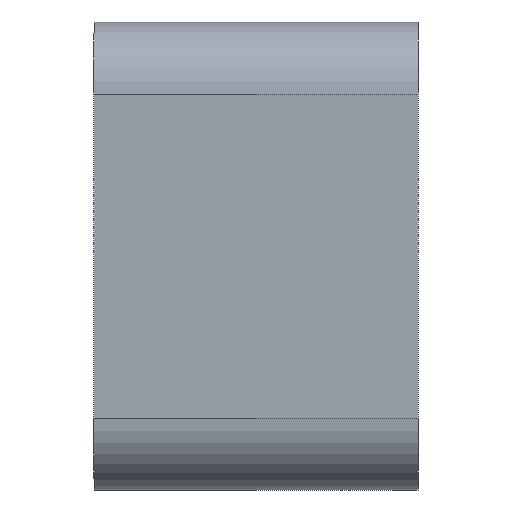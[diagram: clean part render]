
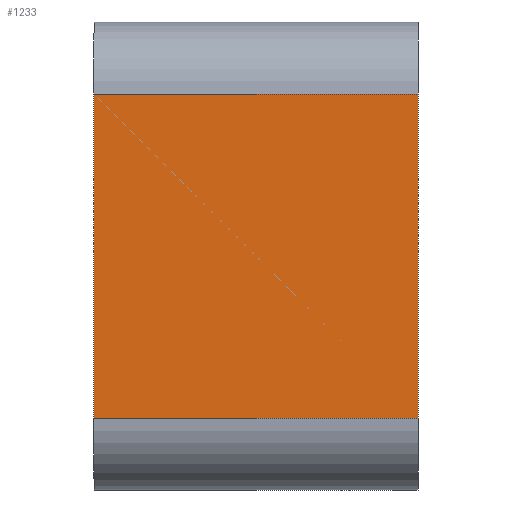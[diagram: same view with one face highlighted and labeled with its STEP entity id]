
A CAD part, left-side view. The second image highlights one B-rep face of the part: STEP entity #1233.
In plain terms, the highlighted planar face has unit normal (-1, 0, 0).
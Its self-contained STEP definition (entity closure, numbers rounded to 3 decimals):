
#113=FACE_OUTER_BOUND('',#189,.T.);
#189=EDGE_LOOP('',(#1103,#1104,#1105,#1106));
#223=LINE('',#1723,#375);
#253=LINE('',#1795,#405);
#341=LINE('',#1992,#493);
#342=LINE('',#1994,#494);
#375=VECTOR('',#1387,10.);
#405=VECTOR('',#1453,10.);
#493=VECTOR('',#1643,10.);
#494=VECTOR('',#1646,10.);
#523=VERTEX_POINT('',#1720);
#524=VERTEX_POINT('',#1722);
#547=VERTEX_POINT('',#1792);
#548=VERTEX_POINT('',#1794);
#642=EDGE_CURVE('',#523,#524,#223,.T.);
#678=EDGE_CURVE('',#548,#547,#253,.T.);
#773=EDGE_CURVE('',#548,#523,#341,.T.);
#774=EDGE_CURVE('',#524,#547,#342,.T.);
#1103=ORIENTED_EDGE('',*,*,#773,.F.);
#1104=ORIENTED_EDGE('',*,*,#678,.T.);
#1105=ORIENTED_EDGE('',*,*,#774,.F.);
#1106=ORIENTED_EDGE('',*,*,#642,.F.);
#1168=PLANE('',#1329);
#1233=ADVANCED_FACE('',(#113),#1168,.T.);
#1329=AXIS2_PLACEMENT_3D('',#1993,#1644,#1645);
#1387=DIRECTION('',(0.,0.,1.));
#1453=DIRECTION('',(0.,0.,1.));
#1643=DIRECTION('',(0.,1.,0.));
#1644=DIRECTION('center_axis',(-1.,0.,0.));
#1645=DIRECTION('ref_axis',(0.,0.,1.));
#1646=DIRECTION('',(0.,-1.,0.));
#1720=CARTESIAN_POINT('',(-45.,71.,-22.5));
#1722=CARTESIAN_POINT('',(-45.,71.,22.5));
#1723=CARTESIAN_POINT('',(-45.,71.,-32.5));
#1792=CARTESIAN_POINT('',(-45.,26.,22.5));
#1794=CARTESIAN_POINT('',(-45.,26.,-22.5));
#1795=CARTESIAN_POINT('',(-45.,26.,-32.5));
#1992=CARTESIAN_POINT('',(-45.,26.,-22.5));
#1993=CARTESIAN_POINT('Origin',(-45.,26.,-32.5));
#1994=CARTESIAN_POINT('',(-45.,26.,22.5));
